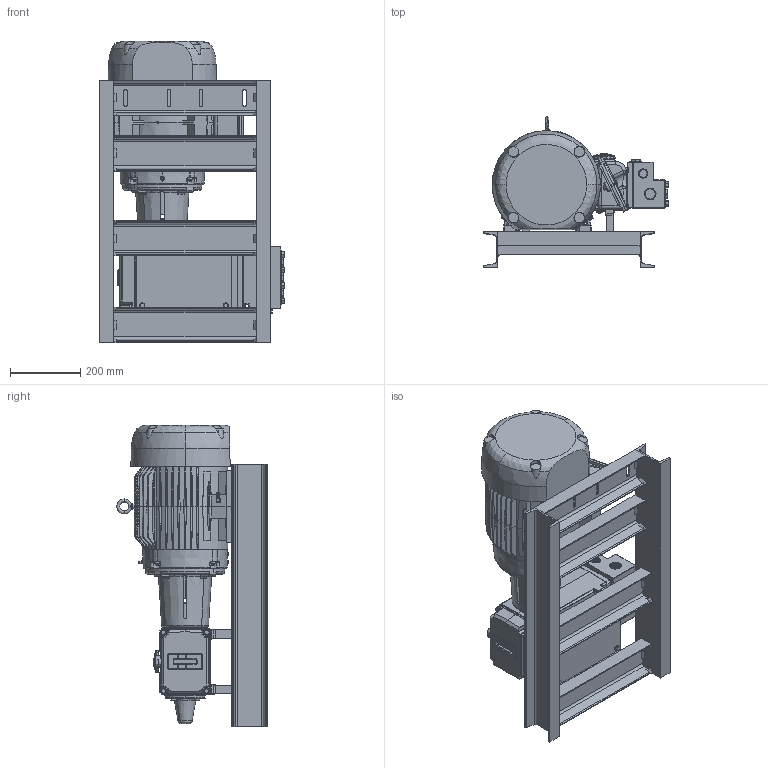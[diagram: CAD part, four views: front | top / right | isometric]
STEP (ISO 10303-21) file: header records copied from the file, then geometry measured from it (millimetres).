
FILE_DESCRIPTION (( 'STEP AP203' ), '1' );
FILE_NAME ('50015EV EGP 05HP (GEA5HP3).STEP', '2018-01-12T14:23:36', ( '' ), ( '' ), 'SwSTEP 2.0', 'SolidWorks 2016', '' );
FILE_SCHEMA (( 'CONFIG_CONTROL_DESIGN' ));
Length unit declared in the file: inch
Products named in the file (1): 50015EV EGP 05HP (GEA5HP3)
Bounding box: 526.85 x 430.42 x 860.11 mm (x, y, z)
Surface area: 2709408.7 mm2 (no closed solid volume)
Topology: 0 solids, 182 shells, 3765 faces, 13595 edges, 9817 vertices
Faces by surface type: plane 1530, cylinder 803, bspline 707, cone 626, torus 81, sphere 18
Entity records: 193676 total; most frequent: CARTESIAN_POINT 89492, ORIENTED_EDGE 22211, DIRECTION 18207, EDGE_CURVE 13539, VERTEX_POINT 9817, VECTOR 6177, LINE 6177, AXIS2_PLACEMENT_3D 6015
